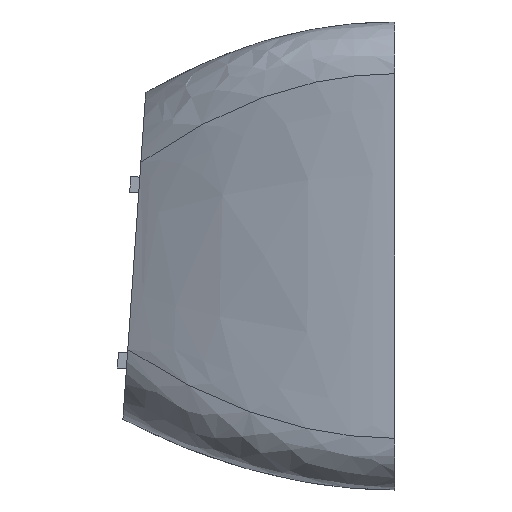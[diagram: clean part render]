
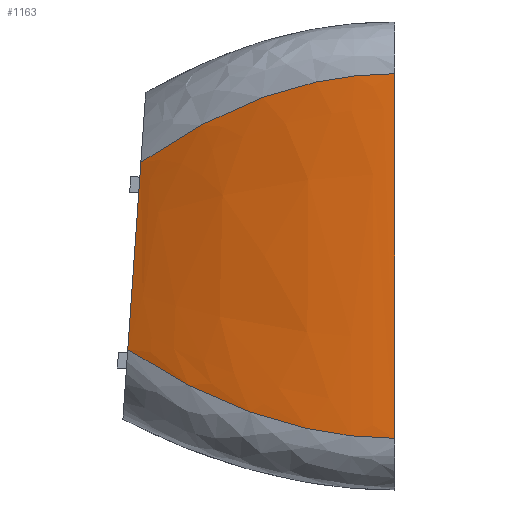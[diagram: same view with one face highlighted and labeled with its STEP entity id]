
A CAD part, left-side view. The second image highlights one B-rep face of the part: STEP entity #1163.
In plain terms, the highlighted free-form (B-spline) face has degree [3, 3] with [4, 4] control points.
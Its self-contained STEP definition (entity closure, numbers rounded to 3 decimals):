
#53=B_SPLINE_SURFACE_WITH_KNOTS('',3,3,((#2211,#2212,#2213,#2214),(#2215,
#2216,#2217,#2218),(#2219,#2220,#2221,#2222),(#2223,#2224,#2225,#2226)),
 .UNSPECIFIED.,.F.,.F.,.F.,(4,4),(4,4),(0.,1.),(0.,1.),.UNSPECIFIED.);
#93=B_SPLINE_CURVE_WITH_KNOTS('',3,(#2207,#2208,#2209,#2210),
 .UNSPECIFIED.,.F.,.F.,(4,4),(0.,1.),.UNSPECIFIED.);
#94=B_SPLINE_CURVE_WITH_KNOTS('',3,(#2227,#2228,#2229,#2230),
 .UNSPECIFIED.,.F.,.F.,(4,4),(0.,1.),.UNSPECIFIED.);
#120=FACE_OUTER_BOUND('',#190,.T.);
#190=EDGE_LOOP('',(#873,#874,#875,#876));
#265=LINE('',#2165,#382);
#266=LINE('',#2171,#383);
#382=VECTOR('',#1351,10.);
#383=VECTOR('',#1356,10.);
#505=VERTEX_POINT('',#2151);
#511=VERTEX_POINT('',#2163);
#513=VERTEX_POINT('',#2168);
#514=VERTEX_POINT('',#2170);
#641=EDGE_CURVE('',#505,#511,#265,.T.);
#643=EDGE_CURVE('',#513,#514,#266,.T.);
#651=EDGE_CURVE('',#513,#505,#93,.T.);
#652=EDGE_CURVE('',#514,#511,#94,.T.);
#873=ORIENTED_EDGE('',*,*,#643,.F.);
#874=ORIENTED_EDGE('',*,*,#651,.T.);
#875=ORIENTED_EDGE('',*,*,#641,.T.);
#876=ORIENTED_EDGE('',*,*,#652,.F.);
#1163=ADVANCED_FACE('',(#120),#53,.F.);
#1351=DIRECTION('',(0.,0.,1.));
#1356=DIRECTION('',(0.,-0.07,0.998));
#2151=CARTESIAN_POINT('',(0.,0.,2.));
#2163=CARTESIAN_POINT('',(0.,0.,16.1));
#2165=CARTESIAN_POINT('',(0.,0.,2.));
#2168=CARTESIAN_POINT('',(2.7,10.32,5.433));
#2170=CARTESIAN_POINT('',(2.7,9.814,12.671));
#2171=CARTESIAN_POINT('',(2.7,10.32,5.433));
#2207=CARTESIAN_POINT('Ctrl Pts',(2.7,10.32,5.433));
#2208=CARTESIAN_POINT('Ctrl Pts',(0.9,6.88,3.144));
#2209=CARTESIAN_POINT('Ctrl Pts',(0.,3.356,
2.));
#2210=CARTESIAN_POINT('Ctrl Pts',(0.,0.,2.));
#2211=CARTESIAN_POINT('Ctrl Pts',(2.7,10.32,5.433));
#2212=CARTESIAN_POINT('Ctrl Pts',(0.9,6.88,3.144));
#2213=CARTESIAN_POINT('Ctrl Pts',(0.,3.356,
2.));
#2214=CARTESIAN_POINT('Ctrl Pts',(0.,0.,2.));
#2215=CARTESIAN_POINT('Ctrl Pts',(2.7,10.221,6.843));
#2216=CARTESIAN_POINT('Ctrl Pts',(0.939,6.814,4.776));
#2217=CARTESIAN_POINT('Ctrl Pts',(0.,3.356,
3.047));
#2218=CARTESIAN_POINT('Ctrl Pts',(0.,0.,3.047));
#2219=CARTESIAN_POINT('Ctrl Pts',(2.7,9.913,11.261));
#2220=CARTESIAN_POINT('Ctrl Pts',(0.939,6.608,13.325));
#2221=CARTESIAN_POINT('Ctrl Pts',(0.,3.356,
15.053));
#2222=CARTESIAN_POINT('Ctrl Pts',(0.,0.,15.053));
#2223=CARTESIAN_POINT('Ctrl Pts',(2.7,9.814,12.671));
#2224=CARTESIAN_POINT('Ctrl Pts',(0.9,6.543,14.957));
#2225=CARTESIAN_POINT('Ctrl Pts',(0.,3.356,
16.1));
#2226=CARTESIAN_POINT('Ctrl Pts',(0.,0.,16.1));
#2227=CARTESIAN_POINT('Ctrl Pts',(2.7,9.814,12.671));
#2228=CARTESIAN_POINT('Ctrl Pts',(0.9,6.543,14.957));
#2229=CARTESIAN_POINT('Ctrl Pts',(0.,3.356,
16.1));
#2230=CARTESIAN_POINT('Ctrl Pts',(0.,0.,
16.1));
